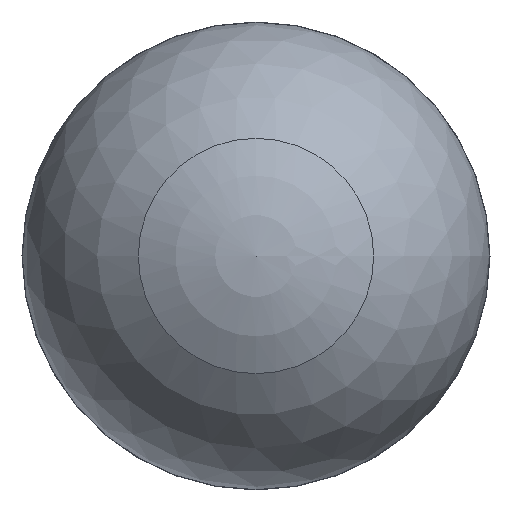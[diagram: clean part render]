
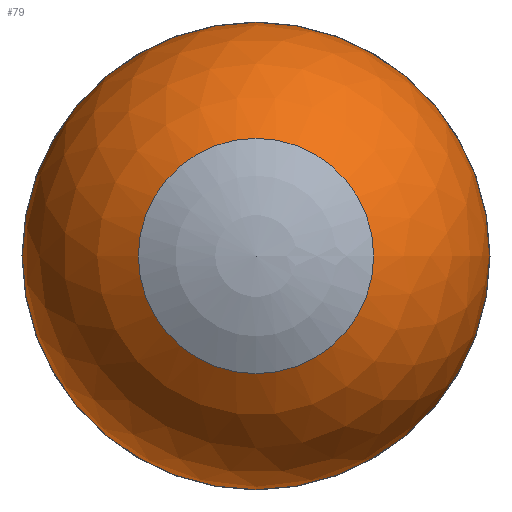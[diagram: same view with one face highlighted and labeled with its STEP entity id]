
A CAD part, left-side view. The second image highlights one B-rep face of the part: STEP entity #79.
In plain terms, the highlighted spherical face has radius 6 mm.
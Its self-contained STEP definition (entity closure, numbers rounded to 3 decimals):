
#69=SPHERICAL_SURFACE('',#221,6.);
#79=ADVANCED_FACE('',(#96),#69,.T.);
#96=FACE_OUTER_BOUND('',#104,.T.);
#104=EDGE_LOOP('',(#149,#150,#151,#152));
#123=CIRCLE('',#217,5.992);
#124=CIRCLE('',#219,6.);
#125=CIRCLE('',#220,3.017);
#149=ORIENTED_EDGE('',*,*,#192,.F.);
#150=ORIENTED_EDGE('',*,*,#193,.F.);
#151=ORIENTED_EDGE('',*,*,#192,.T.);
#152=ORIENTED_EDGE('',*,*,#191,.T.);
#174=VERTEX_POINT('',#316);
#175=VERTEX_POINT('',#320);
#191=EDGE_CURVE('',#174,#174,#123,.T.);
#192=EDGE_CURVE('',#175,#174,#124,.T.);
#193=EDGE_CURVE('',#175,#175,#125,.T.);
#217=AXIS2_PLACEMENT_3D('',#317,#257,#258);
#219=AXIS2_PLACEMENT_3D('',#319,#261,#262);
#220=AXIS2_PLACEMENT_3D('',#321,#263,#264);
#221=AXIS2_PLACEMENT_3D('',#322,#265,#266);
#257=DIRECTION('',(-1.,0.,0.));
#258=DIRECTION('',(0.,-1.,0.));
#261=DIRECTION('',(0.,0.,1.));
#262=DIRECTION('',(1.,0.,0.));
#263=DIRECTION('',(-1.,0.,0.));
#264=DIRECTION('',(0.,-1.,0.));
#265=DIRECTION('',(-1.,0.,0.));
#266=DIRECTION('',(0.,-1.,0.));
#316=CARTESIAN_POINT('',(6.314,-5.992,0.));
#317=CARTESIAN_POINT('',(6.314,0.,0.));
#319=CARTESIAN_POINT('',(6.,0.,0.));
#320=CARTESIAN_POINT('',(0.814,-3.017,0.));
#321=CARTESIAN_POINT('',(0.814,0.,0.));
#322=CARTESIAN_POINT('',(6.,0.,0.));
